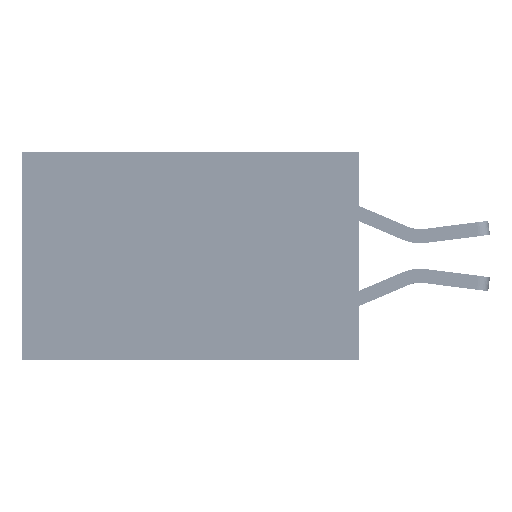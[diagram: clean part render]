
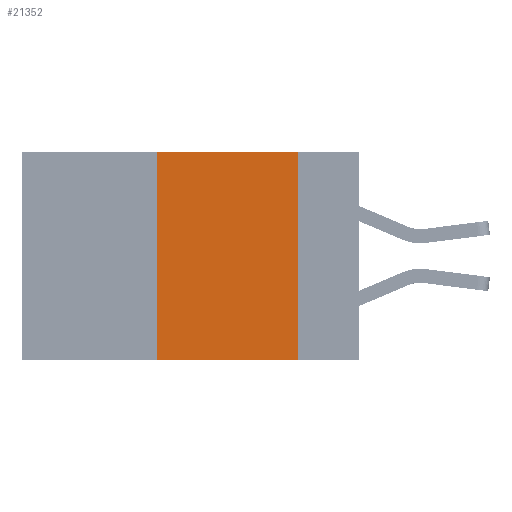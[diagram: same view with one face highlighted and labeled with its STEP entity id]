
A CAD part, left-side view. The second image highlights one B-rep face of the part: STEP entity #21352.
In plain terms, the highlighted planar face has unit normal (-1, 0, 0).
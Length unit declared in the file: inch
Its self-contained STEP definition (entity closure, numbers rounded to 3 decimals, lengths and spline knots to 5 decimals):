
#201 = DIRECTION ( 'NONE',  ( 0., 0., -1. ) ) ;
#3244 = LINE ( 'NONE', #17041, #8745 ) ;
#4344 = CARTESIAN_POINT ( 'NONE',  ( 0., 0.11, 0. ) ) ;
#4619 = VECTOR ( 'NONE', #11094, 39.37008 ) ;
#5687 = EDGE_CURVE ( 'NONE', #32817, #13305, #3244, .T. ) ;
#8188 = VECTOR ( 'NONE', #24783, 39.37008 ) ;
#8191 = EDGE_CURVE ( 'NONE', #45455, #13443, #43855, .T. ) ;
#8745 = VECTOR ( 'NONE', #9115, 39.37008 ) ;
#9115 = DIRECTION ( 'NONE',  ( 0., 0., 1. ) ) ;
#11094 = DIRECTION ( 'NONE',  ( 0., 0., -1. ) ) ;
#11388 = CARTESIAN_POINT ( 'NONE',  ( 0., 0.11, 0. ) ) ;
#13305 = VERTEX_POINT ( 'NONE', #21868 ) ;
#13443 = VERTEX_POINT ( 'NONE', #18483 ) ;
#14304 = CARTESIAN_POINT ( 'NONE',  ( 0., 0.6, 0. ) ) ;
#16071 = FACE_OUTER_BOUND ( 'NONE', #37947, .T. ) ;
#16301 = EDGE_CURVE ( 'NONE', #32817, #13443, #30959, .T. ) ;
#17041 = CARTESIAN_POINT ( 'NONE',  ( 0., 0.36, 0. ) ) ;
#17591 = ORIENTED_EDGE ( 'NONE', *, *, #5687, .F. ) ;
#18483 = CARTESIAN_POINT ( 'NONE',  ( 0., 0.11, -0.37 ) ) ;
#21352 = ADVANCED_FACE ( 'NONE', ( #16071 ), #21423, .F. ) ;
#21423 = PLANE ( 'NONE',  #45316 ) ;
#21868 = CARTESIAN_POINT ( 'NONE',  ( 0., 0.36, 0. ) ) ;
#22648 = CARTESIAN_POINT ( 'NONE',  ( 0., 0.6, 0. ) ) ;
#24783 = DIRECTION ( 'NONE',  ( 0., -1., 0. ) ) ;
#26394 = DIRECTION ( 'NONE',  ( 0., -1., 0. ) ) ;
#30243 = ORIENTED_EDGE ( 'NONE', *, *, #16301, .T. ) ;
#30959 = LINE ( 'NONE', #41855, #8188 ) ;
#31575 = EDGE_CURVE ( 'NONE', #13305, #45455, #35896, .T. ) ;
#32817 = VERTEX_POINT ( 'NONE', #43859 ) ;
#35896 = LINE ( 'NONE', #22648, #43101 ) ;
#35945 = ORIENTED_EDGE ( 'NONE', *, *, #31575, .F. ) ;
#37947 = EDGE_LOOP ( 'NONE', ( #45185, #35945, #17591, #30243 ) ) ;
#41855 = CARTESIAN_POINT ( 'NONE',  ( 0., 0.6, -0.37 ) ) ;
#43101 = VECTOR ( 'NONE', #26394, 39.37008 ) ;
#43855 = LINE ( 'NONE', #11388, #4619 ) ;
#43859 = CARTESIAN_POINT ( 'NONE',  ( 0., 0.36, -0.37 ) ) ;
#45185 = ORIENTED_EDGE ( 'NONE', *, *, #8191, .F. ) ;
#45316 = AXIS2_PLACEMENT_3D ( 'NONE', #14304, #45647, #201 ) ;
#45455 = VERTEX_POINT ( 'NONE', #4344 ) ;
#45647 = DIRECTION ( 'NONE',  ( 1., 0., 0. ) ) ;
